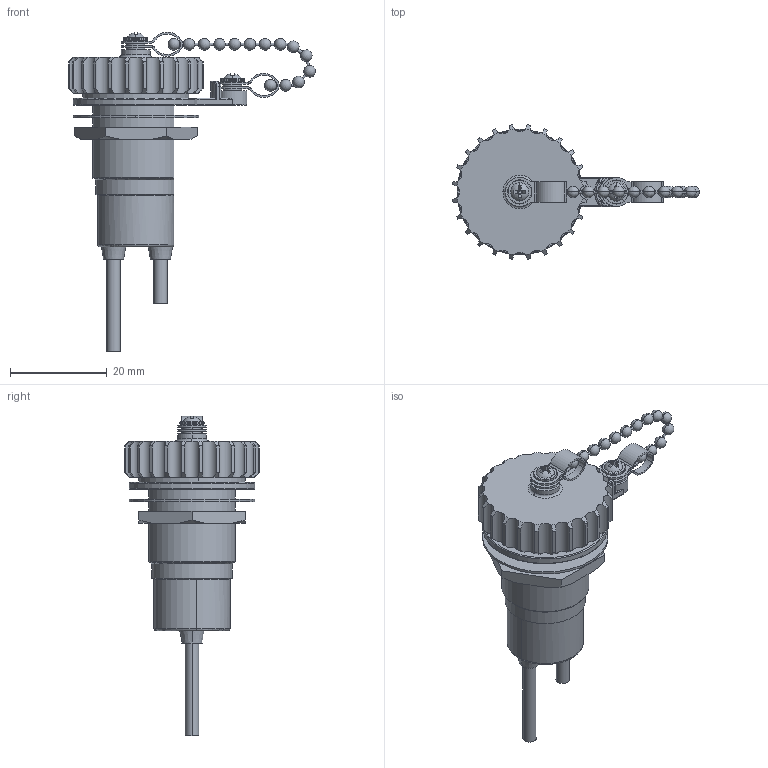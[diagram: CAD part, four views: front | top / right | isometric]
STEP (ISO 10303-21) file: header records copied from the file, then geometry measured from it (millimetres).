
FILE_DESCRIPTION((''),'2;1');
FILE_NAME('551024A080704-2P_HDL__SW0001','2014-02-25T',('tesi'),(''),'PRO/ENGINEER BY PARAMETRIC TECHNOLOGY CORPORATION, 2006200','PRO/ENGINEER BY PARAMETRIC TECHNOLOGY CORPORATION, 2006200','');
FILE_SCHEMA(('CONFIG_CONTROL_DESIGN'));
Length unit declared in the file: millimetre
Products named in the file (1): 551024A080704-2P_HDL__SW0001
Bounding box: 51.11 x 27.84 x 66.15 mm (x, y, z)
Volume: 13007.3 mm3; surface area: 6387.4 mm2
Topology: 2 solids, 2 shells, 392 faces, 997 edges, 615 vertices
Faces by surface type: cylinder 164, plane 111, cone 63, sphere 32, torus 18, bspline 4
Entity records: 12987 total; most frequent: CARTESIAN_POINT 3422, DIRECTION 2112, ORIENTED_EDGE 1974, EDGE_CURVE 987, AXIS2_PLACEMENT_3D 878, VERTEX_POINT 615, CIRCLE 490, EDGE_LOOP 414
